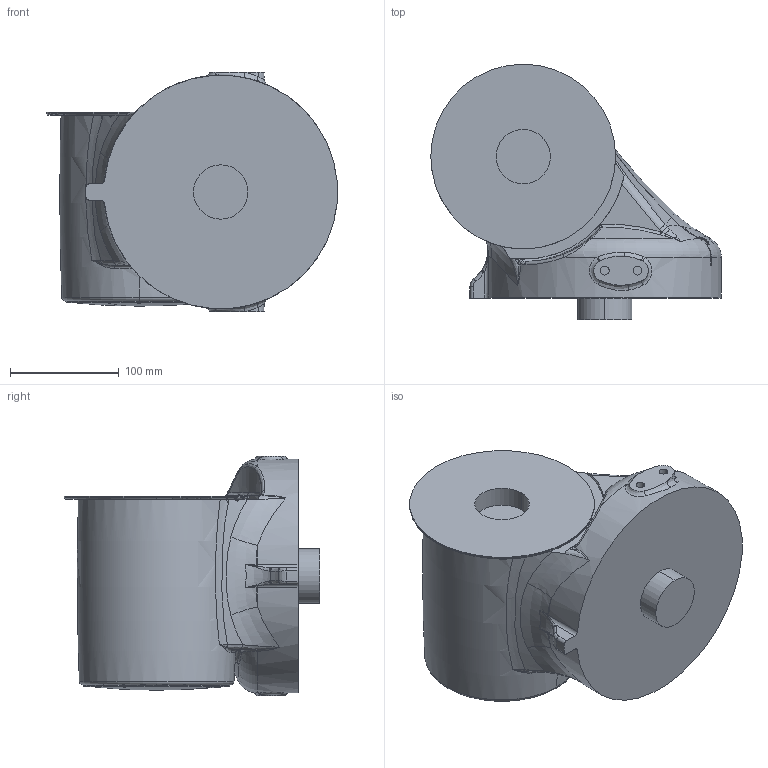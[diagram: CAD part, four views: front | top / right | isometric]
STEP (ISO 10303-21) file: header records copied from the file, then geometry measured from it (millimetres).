
FILE_DESCRIPTION(/* description */ ('AP214 STEP file'),/* implementation_level */ '1');
FILE_NAME(/* name */ '410590-0060-c002_drx',/* time_stamp */ '2008-08-27T12:06:09+09:00',/* author */ (''),/* organization */ (''),/* preprocessor_version */ '',/* originating_system */ 'Pro/Engineer',/* authorisation */ '');
FILE_SCHEMA (('AUTOMOTIVE_DESIGN'));
Length unit declared in the file: millimetre
Products named in the file (1): 410590-0060-c002
Bounding box: 267.12 x 235 x 220 mm (x, y, z)
Volume: 5651103.1 mm3; surface area: 221860.7 mm2
Topology: 1 solids, 1 shells, 488 faces, 1226 edges, 752 vertices
Faces by surface type: bspline 161, plane 144, cylinder 98, torus 36, revolution 27, sphere 22
Entity records: 24551 total; most frequent: CARTESIAN_POINT 11623, ORIENTED_EDGE 2448, STYLED_ITEM 2200, DIRECTION 1977, EDGE_CURVE 1224, AXIS2_PLACEMENT_3D 823, VERTEX_POINT 752, EDGE_LOOP 502
